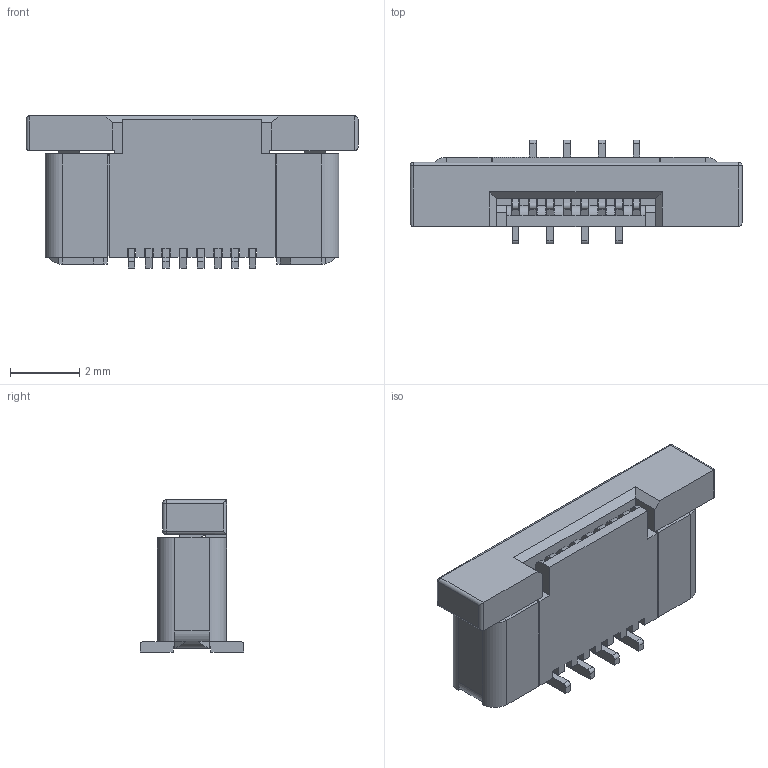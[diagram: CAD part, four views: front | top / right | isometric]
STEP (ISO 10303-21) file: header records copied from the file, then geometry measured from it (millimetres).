
FILE_DESCRIPTION (( 'STEP AP214' ), '1' );
FILE_NAME ('CONN-TH-8P_AFC11-S08ICA-00.step', '2022-08-03T09:25:27', ( '' ), ( '' ), 'SwSTEP 2.0', 'SolidWorks 2020', '' );
FILE_SCHEMA (( 'AUTOMOTIVE_DESIGN' ));
Length unit declared in the file: millimetre
Products named in the file (1): CONN-TH-8P_AFC11-S08ICA-00
Bounding box: 9.6 x 3 x 4.4 mm (x, y, z)
Volume: 54.3 mm3; surface area: 374.3 mm2
Topology: 25 solids, 25 shells, 739 faces, 2008 edges, 1310 vertices
Faces by surface type: plane 538, bspline 110, cylinder 87, sphere 4
Entity records: 32655 total; most frequent: CARTESIAN_POINT 6272, ORIENTED_EDGE 4008, DIRECTION 3190, EDGE_CURVE 2004, LINE 1606, VECTOR 1606, VERTEX_POINT 1310, AXIS2_PLACEMENT_3D 792
